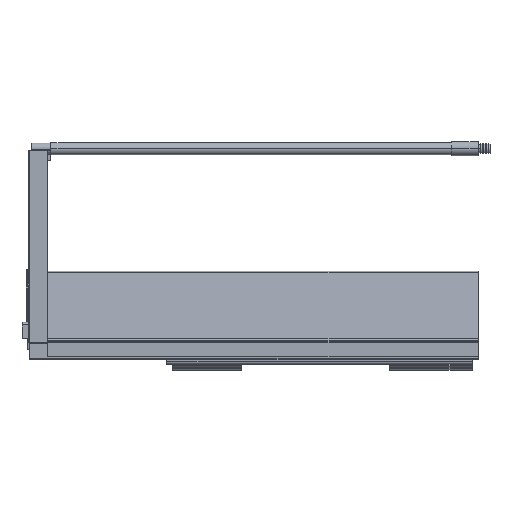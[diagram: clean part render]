
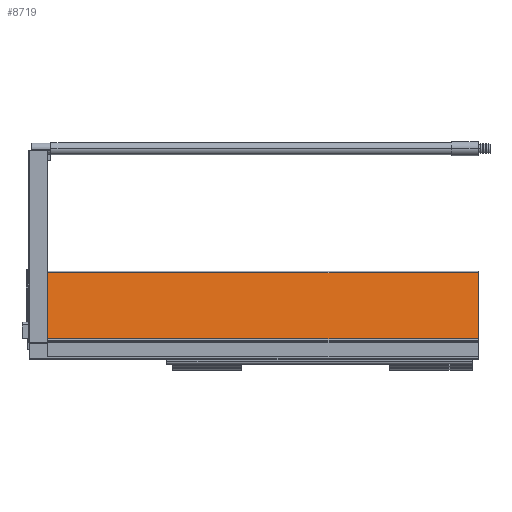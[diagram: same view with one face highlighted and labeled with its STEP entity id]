
A CAD part, top view. The second image highlights one B-rep face of the part: STEP entity #8719.
In plain terms, the highlighted planar face has unit normal (0, 0.139, 0.99).
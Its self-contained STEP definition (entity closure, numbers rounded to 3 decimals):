
#320 = CARTESIAN_POINT ( 'NONE',  ( 0., 75.024, 25.028 ) ) ;
#422 = VERTEX_POINT ( 'NONE', #8934 ) ;
#558 = AXIS2_PLACEMENT_3D ( 'NONE', #1420, #6298, #8564 ) ;
#1420 = CARTESIAN_POINT ( 'NONE',  ( -443., 75.024, 25.028 ) ) ;
#1658 = VECTOR ( 'NONE', #7846, 1000. ) ;
#1929 = CARTESIAN_POINT ( 'NONE',  ( -423.5, 10.222, 34.135 ) ) ;
#1961 = VERTEX_POINT ( 'NONE', #320 ) ;
#2135 = CARTESIAN_POINT ( 'NONE',  ( 0., 10.222, 34.135 ) ) ;
#2385 = DIRECTION ( 'NONE',  ( 1., 0., 0. ) ) ;
#2845 = VECTOR ( 'NONE', #8774, 1000. ) ;
#3000 = CARTESIAN_POINT ( 'NONE',  ( 0., 75.024, 25.028 ) ) ;
#3072 = LINE ( 'NONE', #2135, #12610 ) ;
#3533 = VECTOR ( 'NONE', #2385, 1000. ) ;
#4306 = VERTEX_POINT ( 'NONE', #4887 ) ;
#4408 = CARTESIAN_POINT ( 'NONE',  ( -423.5, 75.024, 25.028 ) ) ;
#4585 = ORIENTED_EDGE ( 'NONE', *, *, #11407, .F. ) ;
#4613 = FACE_OUTER_BOUND ( 'NONE', #4790, .T. ) ;
#4790 = EDGE_LOOP ( 'NONE', ( #11030, #5295, #11722, #4585 ) ) ;
#4872 = LINE ( 'NONE', #3000, #2845 ) ;
#4887 = CARTESIAN_POINT ( 'NONE',  ( -423.5, 75.024, 25.028 ) ) ;
#5295 = ORIENTED_EDGE ( 'NONE', *, *, #10339, .T. ) ;
#6298 = DIRECTION ( 'NONE',  ( 0., 0.139, 0.99 ) ) ;
#6415 = CARTESIAN_POINT ( 'NONE',  ( -443., 75.024, 25.028 ) ) ;
#7846 = DIRECTION ( 'NONE',  ( 0., 0.99, -0.139 ) ) ;
#8564 = DIRECTION ( 'NONE',  ( 0., -0.99, 0.139 ) ) ;
#8719 = ADVANCED_FACE ( 'NONE', ( #4613 ), #12392, .T. ) ;
#8774 = DIRECTION ( 'NONE',  ( 0., -0.99, 0.139 ) ) ;
#8934 = CARTESIAN_POINT ( 'NONE',  ( 0., 10.222, 34.135 ) ) ;
#10044 = DIRECTION ( 'NONE',  ( 1., 0., 0. ) ) ;
#10226 = EDGE_CURVE ( 'NONE', #1961, #422, #4872, .T. ) ;
#10339 = EDGE_CURVE ( 'NONE', #10937, #422, #3072, .T. ) ;
#10937 = VERTEX_POINT ( 'NONE', #1929 ) ;
#11030 = ORIENTED_EDGE ( 'NONE', *, *, #11501, .F. ) ;
#11343 = LINE ( 'NONE', #4408, #1658 ) ;
#11407 = EDGE_CURVE ( 'NONE', #4306, #1961, #12439, .T. ) ;
#11501 = EDGE_CURVE ( 'NONE', #10937, #4306, #11343, .T. ) ;
#11722 = ORIENTED_EDGE ( 'NONE', *, *, #10226, .F. ) ;
#12392 = PLANE ( 'NONE',  #558 ) ;
#12439 = LINE ( 'NONE', #6415, #3533 ) ;
#12610 = VECTOR ( 'NONE', #10044, 1000. ) ;
